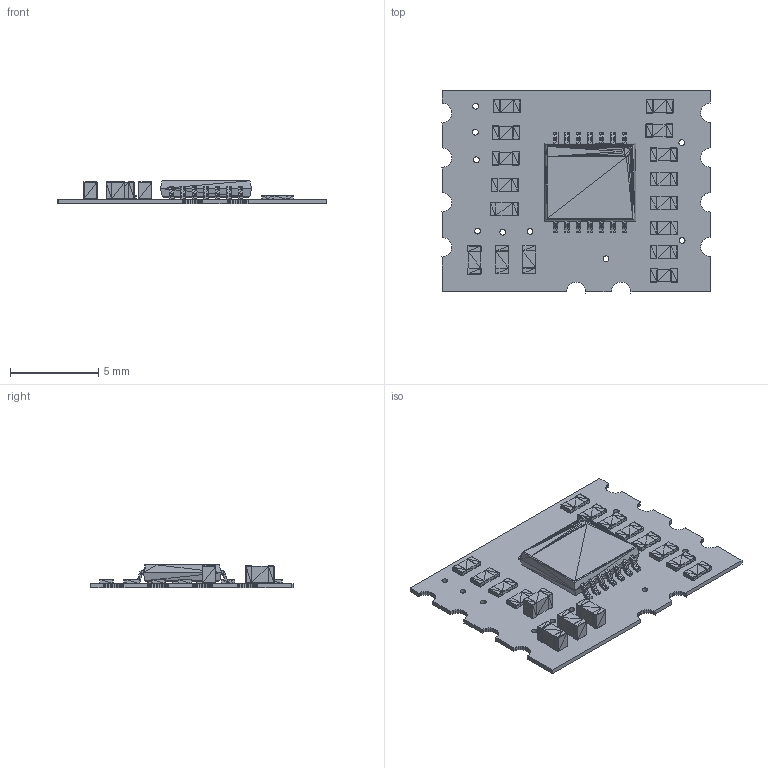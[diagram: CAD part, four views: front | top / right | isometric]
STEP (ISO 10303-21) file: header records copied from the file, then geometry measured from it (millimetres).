
FILE_DESCRIPTION(('for SolidWorks'),'2;1');
FILE_NAME('ECGADC.step','2014-08-01T03:05:27',('chris'),(''), 'Open CASCADE STEP processor 6.6','Diptrace','Unknown');
FILE_SCHEMA(('AUTOMOTIVE_DESIGN { 1 0 10303 214 1 1 1 1 }'));
Length unit declared in the file: millimetre
Products named in the file (5): PCB; Board; cap_0603; res_0603; tssop-14
Assembly tree (18 placements, depth 2):
  PCB
    Board
    cap_0603  x4
    res_0603  x12
    tssop-14
Bounding box: 15.28 x 11.53 x 1.36 mm (x, y, z)
Volume: 42.1 mm3; surface area: 497.1 mm2
Topology: 1 solids, 32 shells, 3071 faces, 4935 edges, 1928 vertices
Faces by surface type: plane 3059, cylinder 12
Full cylindrical faces by diameter (mm): 0.33 x12
Entity records: 37170 total; most frequent: DIRECTION 5063, CARTESIAN_POINT 4717, ORIENTED_EDGE 4662, EDGE_CURVE 2331, LINE 2307, VECTOR 2307, AXIS2_PLACEMENT_3D 1378, FACE_BOUND 1359
